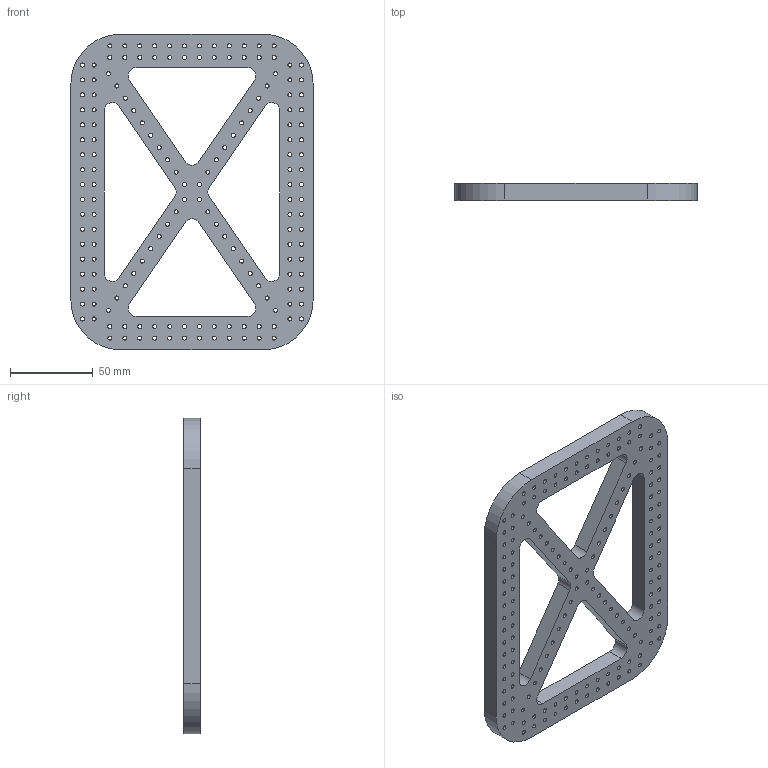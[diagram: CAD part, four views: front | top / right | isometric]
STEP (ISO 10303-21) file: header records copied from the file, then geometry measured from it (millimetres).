
FILE_DESCRIPTION(/* description */ (''),/* implementation_level */ '2;1');
FILE_NAME(/* name */ 'Chassis.stp',/* time_stamp */ '2020-09-25T12:33:00+01:00',/* author */ ('dech3'),/* organization */ (''),/* preprocessor_version */ 'ST-DEVELOPER v18.1',/* originating_system */ 'Autodesk Inventor 2021',/* authorisation */ '');
FILE_SCHEMA (('AUTOMOTIVE_DESIGN { 1 0 10303 214 3 1 1 }'));
Length unit declared in the file: millimetre
Products named in the file (1): Chassis
Bounding box: 146 x 10 x 190 mm (x, y, z)
Volume: 153259.1 mm3; surface area: 58508.9 mm2
Topology: 1 solids, 1 shells, 194 faces, 736 edges, 544 vertices
Faces by surface type: cylinder 176, plane 18
Full cylindrical faces by diameter (mm): 2.459 x160
Entity records: 9009 total; most frequent: DIRECTION 1638, CARTESIAN_POINT 1475, ORIENTED_EDGE 1472, EDGE_CURVE 736, AXIS2_PLACEMENT_3D 707, VERTEX_POINT 544, EDGE_LOOP 522, CIRCLE 512
